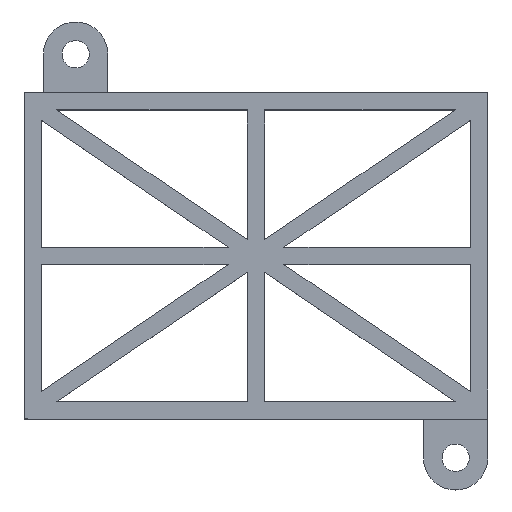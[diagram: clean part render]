
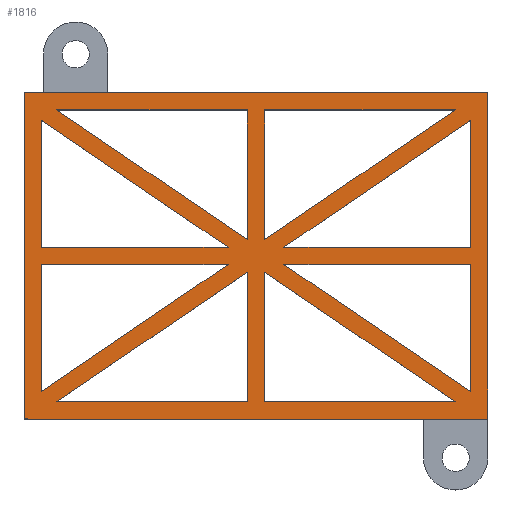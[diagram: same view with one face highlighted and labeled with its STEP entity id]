
A CAD part, top view. The second image highlights one B-rep face of the part: STEP entity #1816.
In plain terms, the highlighted planar face has unit normal (0, 0, 1).
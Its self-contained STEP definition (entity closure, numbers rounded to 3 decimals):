
#18=CIRCLE('',#1905,1.);
#38=FACE_BOUND('',#155,.T.);
#39=FACE_BOUND('',#156,.T.);
#40=FACE_BOUND('',#157,.T.);
#41=FACE_BOUND('',#158,.T.);
#42=FACE_BOUND('',#159,.T.);
#43=FACE_BOUND('',#160,.T.);
#44=FACE_BOUND('',#161,.T.);
#45=FACE_BOUND('',#162,.T.);
#69=FACE_OUTER_BOUND('',#154,.T.);
#154=EDGE_LOOP('',(#1340,#1341,#1342,#1343,#1344,#1345,#1346));
#155=EDGE_LOOP('',(#1347,#1348,#1349));
#156=EDGE_LOOP('',(#1350,#1351,#1352));
#157=EDGE_LOOP('',(#1353,#1354,#1355));
#158=EDGE_LOOP('',(#1356,#1357,#1358));
#159=EDGE_LOOP('',(#1359,#1360,#1361));
#160=EDGE_LOOP('',(#1362,#1363,#1364));
#161=EDGE_LOOP('',(#1365,#1366,#1367));
#162=EDGE_LOOP('',(#1368,#1369,#1370));
#246=LINE('',#2431,#503);
#269=LINE('',#2476,#526);
#279=LINE('',#2496,#536);
#283=LINE('',#2509,#540);
#342=LINE('',#2622,#599);
#352=LINE('',#2638,#609);
#367=LINE('',#2667,#624);
#368=LINE('',#2669,#625);
#369=LINE('',#2670,#626);
#370=LINE('',#2671,#627);
#371=LINE('',#2673,#628);
#372=LINE('',#2674,#629);
#373=LINE('',#2677,#630);
#374=LINE('',#2679,#631);
#375=LINE('',#2680,#632);
#376=LINE('',#2682,#633);
#377=LINE('',#2683,#634);
#378=LINE('',#2686,#635);
#379=LINE('',#2688,#636);
#380=LINE('',#2689,#637);
#381=LINE('',#2691,#638);
#382=LINE('',#2692,#639);
#383=LINE('',#2695,#640);
#384=LINE('',#2697,#641);
#385=LINE('',#2698,#642);
#386=LINE('',#2700,#643);
#387=LINE('',#2701,#644);
#388=LINE('',#2704,#645);
#389=LINE('',#2706,#646);
#390=LINE('',#2707,#647);
#503=VECTOR('',#1994,10.);
#526=VECTOR('',#2019,10.);
#536=VECTOR('',#2029,10.);
#540=VECTOR('',#2041,10.);
#599=VECTOR('',#2104,10.);
#609=VECTOR('',#2114,10.);
#624=VECTOR('',#2137,10.);
#625=VECTOR('',#2138,10.);
#626=VECTOR('',#2139,10.);
#627=VECTOR('',#2140,10.);
#628=VECTOR('',#2141,10.);
#629=VECTOR('',#2142,10.);
#630=VECTOR('',#2143,10.);
#631=VECTOR('',#2144,10.);
#632=VECTOR('',#2145,10.);
#633=VECTOR('',#2146,10.);
#634=VECTOR('',#2147,10.);
#635=VECTOR('',#2148,10.);
#636=VECTOR('',#2149,10.);
#637=VECTOR('',#2150,10.);
#638=VECTOR('',#2151,10.);
#639=VECTOR('',#2152,10.);
#640=VECTOR('',#2153,10.);
#641=VECTOR('',#2154,10.);
#642=VECTOR('',#2155,10.);
#643=VECTOR('',#2156,10.);
#644=VECTOR('',#2157,10.);
#645=VECTOR('',#2158,10.);
#646=VECTOR('',#2159,10.);
#647=VECTOR('',#2160,10.);
#760=VERTEX_POINT('',#2429);
#761=VERTEX_POINT('',#2430);
#781=VERTEX_POINT('',#2473);
#782=VERTEX_POINT('',#2475);
#791=VERTEX_POINT('',#2493);
#792=VERTEX_POINT('',#2495);
#794=VERTEX_POINT('',#2500);
#796=VERTEX_POINT('',#2504);
#797=VERTEX_POINT('',#2508);
#848=VERTEX_POINT('',#2619);
#849=VERTEX_POINT('',#2621);
#854=VERTEX_POINT('',#2635);
#855=VERTEX_POINT('',#2637);
#865=VERTEX_POINT('',#2666);
#866=VERTEX_POINT('',#2668);
#867=VERTEX_POINT('',#2672);
#868=VERTEX_POINT('',#2675);
#869=VERTEX_POINT('',#2676);
#870=VERTEX_POINT('',#2678);
#871=VERTEX_POINT('',#2681);
#872=VERTEX_POINT('',#2684);
#873=VERTEX_POINT('',#2685);
#874=VERTEX_POINT('',#2687);
#875=VERTEX_POINT('',#2690);
#876=VERTEX_POINT('',#2693);
#877=VERTEX_POINT('',#2694);
#878=VERTEX_POINT('',#2696);
#879=VERTEX_POINT('',#2699);
#880=VERTEX_POINT('',#2702);
#881=VERTEX_POINT('',#2703);
#882=VERTEX_POINT('',#2705);
#932=EDGE_CURVE('',#760,#761,#246,.T.);
#955=EDGE_CURVE('',#782,#781,#269,.T.);
#965=EDGE_CURVE('',#792,#791,#279,.T.);
#970=EDGE_CURVE('',#794,#796,#18,.T.);
#971=EDGE_CURVE('',#797,#794,#283,.T.);
#1030=EDGE_CURVE('',#849,#848,#342,.T.);
#1040=EDGE_CURVE('',#855,#854,#352,.T.);
#1055=EDGE_CURVE('',#761,#865,#367,.T.);
#1056=EDGE_CURVE('',#865,#866,#368,.T.);
#1057=EDGE_CURVE('',#866,#797,#369,.T.);
#1058=EDGE_CURVE('',#796,#760,#370,.T.);
#1059=EDGE_CURVE('',#791,#867,#371,.T.);
#1060=EDGE_CURVE('',#792,#867,#372,.T.);
#1061=EDGE_CURVE('',#868,#869,#373,.T.);
#1062=EDGE_CURVE('',#869,#870,#374,.T.);
#1063=EDGE_CURVE('',#870,#868,#375,.T.);
#1064=EDGE_CURVE('',#871,#781,#376,.T.);
#1065=EDGE_CURVE('',#782,#871,#377,.T.);
#1066=EDGE_CURVE('',#872,#873,#378,.T.);
#1067=EDGE_CURVE('',#874,#873,#379,.T.);
#1068=EDGE_CURVE('',#872,#874,#380,.T.);
#1069=EDGE_CURVE('',#854,#875,#381,.T.);
#1070=EDGE_CURVE('',#875,#855,#382,.T.);
#1071=EDGE_CURVE('',#876,#877,#383,.T.);
#1072=EDGE_CURVE('',#877,#878,#384,.T.);
#1073=EDGE_CURVE('',#876,#878,#385,.T.);
#1074=EDGE_CURVE('',#848,#879,#386,.T.);
#1075=EDGE_CURVE('',#879,#849,#387,.T.);
#1076=EDGE_CURVE('',#880,#881,#388,.T.);
#1077=EDGE_CURVE('',#881,#882,#389,.T.);
#1078=EDGE_CURVE('',#882,#880,#390,.T.);
#1340=ORIENTED_EDGE('',*,*,#932,.T.);
#1341=ORIENTED_EDGE('',*,*,#1055,.T.);
#1342=ORIENTED_EDGE('',*,*,#1056,.T.);
#1343=ORIENTED_EDGE('',*,*,#1057,.T.);
#1344=ORIENTED_EDGE('',*,*,#971,.T.);
#1345=ORIENTED_EDGE('',*,*,#970,.T.);
#1346=ORIENTED_EDGE('',*,*,#1058,.T.);
#1347=ORIENTED_EDGE('',*,*,#1059,.T.);
#1348=ORIENTED_EDGE('',*,*,#1060,.F.);
#1349=ORIENTED_EDGE('',*,*,#965,.T.);
#1350=ORIENTED_EDGE('',*,*,#1061,.T.);
#1351=ORIENTED_EDGE('',*,*,#1062,.T.);
#1352=ORIENTED_EDGE('',*,*,#1063,.T.);
#1353=ORIENTED_EDGE('',*,*,#1064,.F.);
#1354=ORIENTED_EDGE('',*,*,#1065,.F.);
#1355=ORIENTED_EDGE('',*,*,#955,.T.);
#1356=ORIENTED_EDGE('',*,*,#1066,.T.);
#1357=ORIENTED_EDGE('',*,*,#1067,.F.);
#1358=ORIENTED_EDGE('',*,*,#1068,.F.);
#1359=ORIENTED_EDGE('',*,*,#1069,.T.);
#1360=ORIENTED_EDGE('',*,*,#1070,.T.);
#1361=ORIENTED_EDGE('',*,*,#1040,.T.);
#1362=ORIENTED_EDGE('',*,*,#1071,.T.);
#1363=ORIENTED_EDGE('',*,*,#1072,.T.);
#1364=ORIENTED_EDGE('',*,*,#1073,.F.);
#1365=ORIENTED_EDGE('',*,*,#1030,.T.);
#1366=ORIENTED_EDGE('',*,*,#1074,.T.);
#1367=ORIENTED_EDGE('',*,*,#1075,.T.);
#1368=ORIENTED_EDGE('',*,*,#1076,.T.);
#1369=ORIENTED_EDGE('',*,*,#1077,.T.);
#1370=ORIENTED_EDGE('',*,*,#1078,.T.);
#1741=PLANE('',#1912);
#1816=ADVANCED_FACE('',(#69,#38,#39,#40,#41,#42,#43,#44,#45),#1741,.T.);
#1905=AXIS2_PLACEMENT_3D('',#2506,#2037,#2038);
#1912=AXIS2_PLACEMENT_3D('',#2665,#2135,#2136);
#1994=DIRECTION('',(0.,-1.,0.));
#2019=DIRECTION('',(-1.,0.,0.));
#2029=DIRECTION('',(-1.,0.,0.));
#2037=DIRECTION('center_axis',(0.,0.,1.));
#2038=DIRECTION('ref_axis',(0.,1.,0.));
#2041=DIRECTION('',(-1.,0.,0.));
#2104=DIRECTION('',(0.,-1.,0.));
#2114=DIRECTION('',(0.,-1.,0.));
#2135=DIRECTION('center_axis',(0.,0.,1.));
#2136=DIRECTION('ref_axis',(-1.,0.,0.));
#2137=DIRECTION('',(1.,-0.005,0.));
#2138=DIRECTION('',(1.,0.,0.));
#2139=DIRECTION('',(0.,1.,0.));
#2140=DIRECTION('',(-1.,0.,0.));
#2141=DIRECTION('',(0.827,0.562,0.));
#2142=DIRECTION('',(0.,1.,0.));
#2143=DIRECTION('',(0.,1.,0.));
#2144=DIRECTION('',(1.,0.,0.));
#2145=DIRECTION('',(-0.827,-0.562,0.));
#2146=DIRECTION('',(0.,-1.,0.));
#2147=DIRECTION('',(-0.827,0.562,0.));
#2148=DIRECTION('',(1.,0.,0.));
#2149=DIRECTION('',(0.,1.,0.));
#2150=DIRECTION('',(0.827,-0.562,0.));
#2151=DIRECTION('',(-0.827,0.562,0.));
#2152=DIRECTION('',(1.,0.,0.));
#2153=DIRECTION('',(1.,0.,0.));
#2154=DIRECTION('',(-0.827,-0.562,0.));
#2155=DIRECTION('',(0.,-1.,0.));
#2156=DIRECTION('',(-1.,0.,0.));
#2157=DIRECTION('',(0.827,0.562,0.));
#2158=DIRECTION('',(0.,1.,0.));
#2159=DIRECTION('',(0.827,-0.562,0.));
#2160=DIRECTION('',(-1.,0.,0.));
#2429=CARTESIAN_POINT('',(0.,36.,8.));
#2430=CARTESIAN_POINT('',(0.,-1.993,8.));
#2431=CARTESIAN_POINT('',(0.,36.,8.));
#2473=CARTESIAN_POINT('',(28.,0.,8.));
#2475=CARTESIAN_POINT('',(50.222,0.,8.));
#2476=CARTESIAN_POINT('',(52.,0.,8.));
#2493=CARTESIAN_POINT('',(3.778,0.,8.));
#2495=CARTESIAN_POINT('',(26.,0.,8.));
#2496=CARTESIAN_POINT('',(52.,0.,8.));
#2500=CARTESIAN_POINT('',(27.569,36.,8.));
#2504=CARTESIAN_POINT('',(27.569,36.,8.));
#2506=CARTESIAN_POINT('Origin',(27.569,35.,8.));
#2508=CARTESIAN_POINT('',(54.,36.,8.));
#2509=CARTESIAN_POINT('',(54.,36.,8.));
#2619=CARTESIAN_POINT('',(52.,18.,8.));
#2621=CARTESIAN_POINT('',(52.,32.791,8.));
#2622=CARTESIAN_POINT('',(52.,24.896,8.));
#2635=CARTESIAN_POINT('',(52.,1.209,8.));
#2637=CARTESIAN_POINT('',(52.,16.,8.));
#2638=CARTESIAN_POINT('',(52.,16.5,8.));
#2665=CARTESIAN_POINT('Origin',(27.,17.001,8.));
#2666=CARTESIAN_POINT('',(1.,-1.998,8.));
#2667=CARTESIAN_POINT('',(0.,-1.993,8.));
#2668=CARTESIAN_POINT('',(54.,-1.998,8.));
#2669=CARTESIAN_POINT('',(1.,-1.998,8.));
#2670=CARTESIAN_POINT('',(54.,37.002,8.));
#2671=CARTESIAN_POINT('',(27.569,36.,8.));
#2672=CARTESIAN_POINT('',(26.,15.111,8.));
#2673=CARTESIAN_POINT('',(3.778,0.,8.));
#2674=CARTESIAN_POINT('',(26.,0.,8.));
#2675=CARTESIAN_POINT('',(2.,1.209,8.));
#2676=CARTESIAN_POINT('',(2.,16.,8.));
#2677=CARTESIAN_POINT('',(2.,34.,8.));
#2678=CARTESIAN_POINT('',(23.751,16.,8.));
#2679=CARTESIAN_POINT('',(2.,16.,8.));
#2680=CARTESIAN_POINT('',(23.751,16.,8.));
#2681=CARTESIAN_POINT('',(28.,15.111,8.));
#2682=CARTESIAN_POINT('',(28.,15.111,8.));
#2683=CARTESIAN_POINT('',(50.222,0.,8.));
#2684=CARTESIAN_POINT('',(3.778,34.,8.));
#2685=CARTESIAN_POINT('',(26.,34.,8.));
#2686=CARTESIAN_POINT('',(0.,34.,8.));
#2687=CARTESIAN_POINT('',(26.,18.889,8.));
#2688=CARTESIAN_POINT('',(26.,18.889,8.));
#2689=CARTESIAN_POINT('',(3.778,34.,8.));
#2690=CARTESIAN_POINT('',(30.249,16.,8.));
#2691=CARTESIAN_POINT('',(39.781,9.518,8.));
#2692=CARTESIAN_POINT('',(28.624,16.,8.));
#2693=CARTESIAN_POINT('',(28.,34.,8.));
#2694=CARTESIAN_POINT('',(50.222,34.,8.));
#2695=CARTESIAN_POINT('',(0.,34.,8.));
#2696=CARTESIAN_POINT('',(28.,18.889,8.));
#2697=CARTESIAN_POINT('',(50.222,34.,8.));
#2698=CARTESIAN_POINT('',(28.,34.,8.));
#2699=CARTESIAN_POINT('',(30.249,18.,8.));
#2700=CARTESIAN_POINT('',(39.5,18.,8.));
#2701=CARTESIAN_POINT('',(28.906,17.087,8.));
#2702=CARTESIAN_POINT('',(2.,18.,8.));
#2703=CARTESIAN_POINT('',(2.,32.791,8.));
#2704=CARTESIAN_POINT('',(2.,34.,8.));
#2705=CARTESIAN_POINT('',(23.751,18.,8.));
#2706=CARTESIAN_POINT('',(23.751,18.,8.));
#2707=CARTESIAN_POINT('',(16.036,18.,8.));
